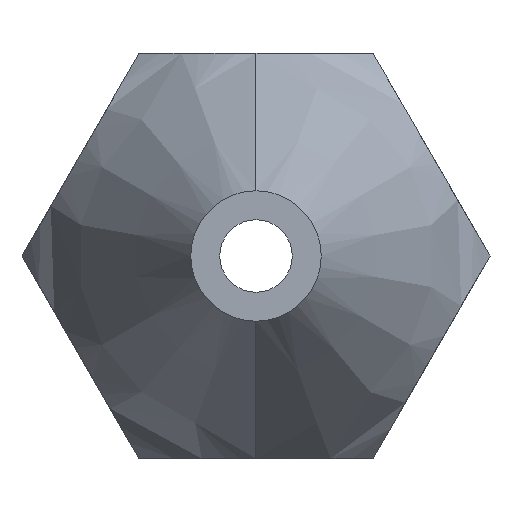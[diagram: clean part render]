
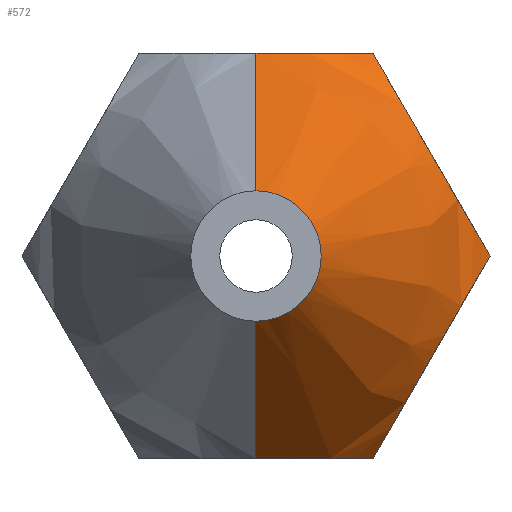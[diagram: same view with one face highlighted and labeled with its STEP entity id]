
A CAD part, left-side view. The second image highlights one B-rep face of the part: STEP entity #572.
In plain terms, the highlighted conical face has half-angle 30 degrees and reference radius 8.083 mm.
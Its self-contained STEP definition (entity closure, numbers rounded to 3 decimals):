
#9 = CARTESIAN_POINT ( 'NONE',  ( -13.99, -4.041, -7. ) ) ;
#13 = CARTESIAN_POINT ( 'NONE',  ( -15.607, -1.498, -7. ) ) ;
#17 = CARTESIAN_POINT ( 'NONE',  ( -14.235, -3.759, -7. ) ) ;
#18 = CARTESIAN_POINT ( 'NONE',  ( -14.91, -2.848, -7. ) ) ;
#63 = CARTESIAN_POINT ( 'NONE',  ( -15.866, 0., -7. ) ) ;
#64 = CARTESIAN_POINT ( 'NONE',  ( -14.47, -3.465, -7. ) ) ;
#65 = CARTESIAN_POINT ( 'NONE',  ( -15.866, -0.381, -7. ) ) ;
#66 = CARTESIAN_POINT ( 'NONE',  ( -15.462, -1.848, -7. ) ) ;
#67 = CARTESIAN_POINT ( 'NONE',  ( -15.115, -2.522, -7. ) ) ;
#68 = DIRECTION ( 'NONE',  ( 1., 0., 0. ) ) ;
#72 = CARTESIAN_POINT ( 'NONE',  ( -13.99, 0., 0. ) ) ;
#76 = CARTESIAN_POINT ( 'NONE',  ( -15.811, -0.757, -7. ) ) ;
#105 = DIRECTION ( 'NONE',  ( 0.866, 0., -0.5 ) ) ;
#106 = CARTESIAN_POINT ( 'NONE',  ( -13.99, 0., -8.083 ) ) ;
#107 = DIRECTION ( 'NONE',  ( 0., 0., -1. ) ) ;
#108 = LINE ( 'NONE', #106, #704 ) ;
#131 = ORIENTED_EDGE ( 'NONE', *, *, #591, .T. ) ;
#135 = ORIENTED_EDGE ( 'NONE', *, *, #611, .T. ) ;
#136 = VERTEX_POINT ( 'NONE', #341 ) ;
#145 = ORIENTED_EDGE ( 'NONE', *, *, #538, .T. ) ;
#149 = ORIENTED_EDGE ( 'NONE', *, *, #547, .T. ) ;
#150 = ORIENTED_EDGE ( 'NONE', *, *, #563, .T. ) ;
#160 = VERTEX_POINT ( 'NONE', #301 ) ;
#162 = EDGE_LOOP ( 'NONE', ( #166, #145, #149, #150, #135, #131, #190 ) ) ;
#166 = ORIENTED_EDGE ( 'NONE', *, *, #584, .F. ) ;
#175 = VERTEX_POINT ( 'NONE', #315 ) ;
#187 = VERTEX_POINT ( 'NONE', #324 ) ;
#190 = ORIENTED_EDGE ( 'NONE', *, *, #537, .T. ) ;
#200 = VERTEX_POINT ( 'NONE', #294 ) ;
#210 = VERTEX_POINT ( 'NONE', #298 ) ;
#213 = VERTEX_POINT ( 'NONE', #308 ) ;
#294 = CARTESIAN_POINT ( 'NONE',  ( -15.866, 0., 7. ) ) ;
#298 = CARTESIAN_POINT ( 'NONE',  ( -15.866, 0., -7. ) ) ;
#301 = CARTESIAN_POINT ( 'NONE',  ( -24.09, 0., 2.252 ) ) ;
#308 = CARTESIAN_POINT ( 'NONE',  ( -24.09, 0., -2.252 ) ) ;
#315 = CARTESIAN_POINT ( 'NONE',  ( -13.99, -8.083, 0. ) ) ;
#324 = CARTESIAN_POINT ( 'NONE',  ( -13.99, -4.041, -7. ) ) ;
#341 = CARTESIAN_POINT ( 'NONE',  ( -13.99, -4.041, 7. ) ) ;
#354 = DIRECTION ( 'NONE',  ( 1., 0., 0. ) ) ;
#357 = DIRECTION ( 'NONE',  ( 0., 0., -1. ) ) ;
#365 = CARTESIAN_POINT ( 'NONE',  ( -13.99, -4.041, 7. ) ) ;
#368 = CARTESIAN_POINT ( 'NONE',  ( -14.235, -3.759, 7. ) ) ;
#378 = CARTESIAN_POINT ( 'NONE',  ( -15.811, -0.757, 7. ) ) ;
#379 = CARTESIAN_POINT ( 'NONE',  ( -14.47, -3.465, 7. ) ) ;
#380 = CARTESIAN_POINT ( 'NONE',  ( -14.91, -2.848, 7. ) ) ;
#381 = CARTESIAN_POINT ( 'NONE',  ( -24.09, 0., 0. ) ) ;
#382 = CARTESIAN_POINT ( 'NONE',  ( -15.607, -1.498, 7. ) ) ;
#383 = CARTESIAN_POINT ( 'NONE',  ( -15.462, -1.848, 7. ) ) ;
#384 = CARTESIAN_POINT ( 'NONE',  ( -15.866, 0., 7. ) ) ;
#385 = CARTESIAN_POINT ( 'NONE',  ( -15.115, -2.522, 7. ) ) ;
#387 = CARTESIAN_POINT ( 'NONE',  ( -15.866, -0.381, 7. ) ) ;
#402 = B_SPLINE_CURVE_WITH_KNOTS ( 'NONE', 3,
 ( #365, #368, #379, #380, #385, #383, #382, #378, #387, #384 ),
 .UNSPECIFIED., .F., .F.,
 ( 4, 2, 2, 2, 4 ),
 ( 0.028, 0.029, 0.03, 0.032, 0.033 ),
 .UNSPECIFIED. ) ;
#405 = B_SPLINE_CURVE_WITH_KNOTS ( 'NONE', 3,
 ( #63, #65, #76, #13, #66, #67, #18, #64, #17, #9 ),
 .UNSPECIFIED., .F., .F.,
 ( 4, 2, 2, 2, 4 ),
 ( 0.012, 0.013, 0.014, 0.015, 0.016 ),
 .UNSPECIFIED. ) ;
#408 = B_SPLINE_CURVE_WITH_KNOTS ( 'NONE', 3,
 ( #466, #494, #500, #424, #505, #485, #447, #513, #481, #487, #490, #443, #491, #498, #483, #482, #528, #488, #433, #438 ),
 .UNSPECIFIED., .F., .F.,
 ( 4, 2, 2, 2, 2, 2, 2, 2, 2, 4 ),
 ( 0., 0.001, 0.002, 0.003, 0.004, 0.005, 0.006, 0.007, 0.008, 0.009 ),
 .UNSPECIFIED. ) ;
#409 = B_SPLINE_CURVE_WITH_KNOTS ( 'NONE', 3,
 ( #461, #460, #446, #449, #450, #453, #445, #451, #452, #462, #448, #465, #521, #471, #525, #520, #418, #420, #517, #514 ),
 .UNSPECIFIED., .F., .F.,
 ( 4, 2, 2, 2, 2, 2, 2, 2, 2, 4 ),
 ( 0., 0.001, 0.002, 0.003, 0.004, 0.005, 0.006, 0.007, 0.008, 0.009 ),
 .UNSPECIFIED. ) ;
#418 = CARTESIAN_POINT ( 'NONE',  ( -14.918, -4.645, 5.955 ) ) ;
#420 = CARTESIAN_POINT ( 'NONE',  ( -14.477, -4.334, 6.493 ) ) ;
#421 = DIRECTION ( 'NONE',  ( 0.866, 0., 0.5 ) ) ;
#422 = LINE ( 'NONE', #496, #750 ) ;
#424 = CARTESIAN_POINT ( 'NONE',  ( -14.912, -4.64, -5.963 ) ) ;
#433 = CARTESIAN_POINT ( 'NONE',  ( -14.24, -7.939, -0.25 ) ) ;
#438 = CARTESIAN_POINT ( 'NONE',  ( -13.99, -8.083, 0. ) ) ;
#443 = CARTESIAN_POINT ( 'NONE',  ( -15.866, -6.25, -3.174 ) ) ;
#445 = CARTESIAN_POINT ( 'NONE',  ( -15.608, -6.81, 2.205 ) ) ;
#446 = CARTESIAN_POINT ( 'NONE',  ( -14.475, -7.792, 0.505 ) ) ;
#447 = CARTESIAN_POINT ( 'NONE',  ( -15.608, -5.314, -4.795 ) ) ;
#448 = CARTESIAN_POINT ( 'NONE',  ( -15.865, -6.159, 3.332 ) ) ;
#449 = CARTESIAN_POINT ( 'NONE',  ( -14.912, -7.484, 1.037 ) ) ;
#450 = CARTESIAN_POINT ( 'NONE',  ( -15.113, -7.325, 1.313 ) ) ;
#451 = CARTESIAN_POINT ( 'NONE',  ( -15.759, -6.536, 2.679 ) ) ;
#452 = CARTESIAN_POINT ( 'NONE',  ( -15.798, -6.444, 2.839 ) ) ;
#453 = CARTESIAN_POINT ( 'NONE',  ( -15.461, -6.988, 1.896 ) ) ;
#460 = CARTESIAN_POINT ( 'NONE',  ( -14.239, -7.939, 0.249 ) ) ;
#461 = CARTESIAN_POINT ( 'NONE',  ( -13.99, -8.083, 0. ) ) ;
#462 = CARTESIAN_POINT ( 'NONE',  ( -15.852, -6.255, 3.166 ) ) ;
#465 = CARTESIAN_POINT ( 'NONE',  ( -15.866, -5.874, 3.826 ) ) ;
#466 = CARTESIAN_POINT ( 'NONE',  ( -13.99, -4.041, -7. ) ) ;
#471 = CARTESIAN_POINT ( 'NONE',  ( -15.611, -5.318, 4.789 ) ) ;
#481 = CARTESIAN_POINT ( 'NONE',  ( -15.798, -5.681, -4.161 ) ) ;
#482 = CARTESIAN_POINT ( 'NONE',  ( -15.121, -7.318, -1.325 ) ) ;
#483 = CARTESIAN_POINT ( 'NONE',  ( -15.466, -6.982, -1.907 ) ) ;
#485 = CARTESIAN_POINT ( 'NONE',  ( -15.461, -5.136, -5.104 ) ) ;
#487 = CARTESIAN_POINT ( 'NONE',  ( -15.852, -5.869, -3.834 ) ) ;
#488 = CARTESIAN_POINT ( 'NONE',  ( -14.477, -7.79, -0.507 ) ) ;
#490 = CARTESIAN_POINT ( 'NONE',  ( -15.865, -5.965, -3.668 ) ) ;
#491 = CARTESIAN_POINT ( 'NONE',  ( -15.813, -6.437, -2.851 ) ) ;
#494 = CARTESIAN_POINT ( 'NONE',  ( -14.239, -4.185, -6.751 ) ) ;
#496 = CARTESIAN_POINT ( 'NONE',  ( -13.99, 0., 8.083 ) ) ;
#498 = CARTESIAN_POINT ( 'NONE',  ( -15.611, -6.806, -2.211 ) ) ;
#500 = CARTESIAN_POINT ( 'NONE',  ( -14.475, -4.333, -6.495 ) ) ;
#505 = CARTESIAN_POINT ( 'NONE',  ( -15.113, -4.799, -5.687 ) ) ;
#513 = CARTESIAN_POINT ( 'NONE',  ( -15.759, -5.588, -4.321 ) ) ;
#514 = CARTESIAN_POINT ( 'NONE',  ( -13.99, -4.041, 7. ) ) ;
#517 = CARTESIAN_POINT ( 'NONE',  ( -14.24, -4.186, 6.75 ) ) ;
#520 = CARTESIAN_POINT ( 'NONE',  ( -15.121, -4.806, 5.675 ) ) ;
#521 = CARTESIAN_POINT ( 'NONE',  ( -15.813, -5.687, 4.149 ) ) ;
#525 = CARTESIAN_POINT ( 'NONE',  ( -15.466, -5.142, 5.093 ) ) ;
#528 = CARTESIAN_POINT ( 'NONE',  ( -14.918, -7.48, -1.045 ) ) ;
#537 = EDGE_CURVE ( 'NONE', #136, #200, #402, .T. ) ;
#538 = EDGE_CURVE ( 'NONE', #160, #213, #592, .T. ) ;
#547 = EDGE_CURVE ( 'NONE', #213, #210, #108, .T. ) ;
#563 = EDGE_CURVE ( 'NONE', #210, #187, #405, .T. ) ;
#572 = ADVANCED_FACE ( 'NONE', ( #724 ), #598, .T. ) ;
#584 = EDGE_CURVE ( 'NONE', #160, #200, #422, .T. ) ;
#591 = EDGE_CURVE ( 'NONE', #175, #136, #409, .T. ) ;
#592 = CIRCLE ( 'NONE', #697, 2.252 ) ;
#598 = CONICAL_SURFACE ( 'NONE', #754, 8.083, 0.524 ) ;
#611 = EDGE_CURVE ( 'NONE', #187, #175, #408, .T. ) ;
#697 = AXIS2_PLACEMENT_3D ( 'NONE', #381, #354, #357 ) ;
#704 = VECTOR ( 'NONE', #105, 1000. ) ;
#724 = FACE_OUTER_BOUND ( 'NONE', #162, .T. ) ;
#750 = VECTOR ( 'NONE', #421, 1000. ) ;
#754 = AXIS2_PLACEMENT_3D ( 'NONE', #72, #68, #107 ) ;
